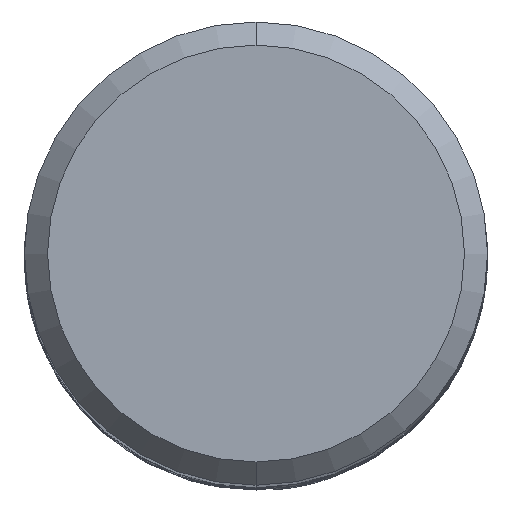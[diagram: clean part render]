
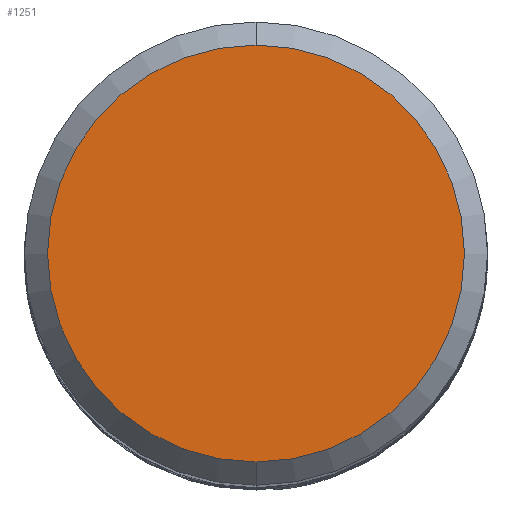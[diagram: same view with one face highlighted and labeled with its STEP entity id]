
A CAD part, top view. The second image highlights one B-rep face of the part: STEP entity #1251.
In plain terms, the highlighted planar face has unit normal (0, 0, 1).
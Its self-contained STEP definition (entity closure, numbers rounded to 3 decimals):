
#1251=ADVANCED_FACE('',(#2788),#2789,.T.);
#1435=VERTEX_POINT('',#2989);
#1553=EDGE_CURVE('',#1653,#1435,#3116,.T.);
#1653=VERTEX_POINT('',#3227);
#1785=EDGE_CURVE('',#1435,#1653,#3369,.T.);
#2788=FACE_OUTER_BOUND('',#9320,.T.);
#2789=PLANE('',#9321);
#2989=CARTESIAN_POINT('',(0.,-7.2,0.0));
#3116=CIRCLE('',#13317,7.2);
#3227=CARTESIAN_POINT('',(0.0,7.2,0.0));
#3369=CIRCLE('',#14926,7.2);
#9320=EDGE_LOOP('',(#21734,#21735));
#9321=AXIS2_PLACEMENT_3D('',#21736,#21737,#21738);
#13317=AXIS2_PLACEMENT_3D('',#22085,#22086,#22087);
#14926=AXIS2_PLACEMENT_3D('',#22356,#22357,#22358);
#21734=ORIENTED_EDGE('',*,*,#1553,.F.);
#21735=ORIENTED_EDGE('',*,*,#1785,.F.);
#21736=CARTESIAN_POINT('',(0.0,3.6,0.0));
#21737=DIRECTION('',(-0.0,0.0,1.0));
#21738=DIRECTION('',(0.0,-1.0,0.0));
#22085=CARTESIAN_POINT('',(0.0,0.0,0.0));
#22086=DIRECTION('',(0.0,0.0,-1.0));
#22087=DIRECTION('',(0.0,1.0,0.0));
#22356=CARTESIAN_POINT('',(0.0,0.0,0.0));
#22357=DIRECTION('',(0.0,0.0,-1.0));
#22358=DIRECTION('',(0.0,1.0,0.0));
